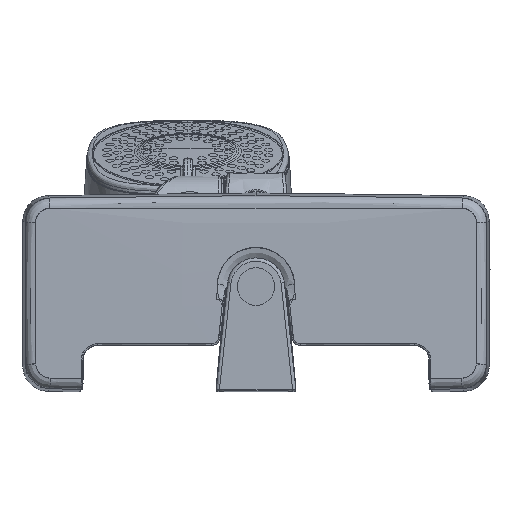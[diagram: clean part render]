
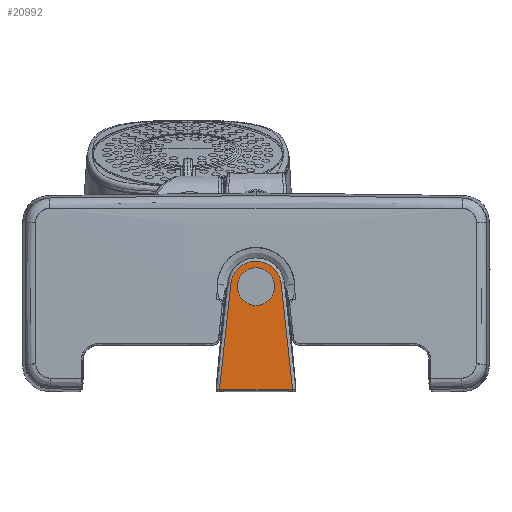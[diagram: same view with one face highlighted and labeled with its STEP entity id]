
A CAD part, front view. The second image highlights one B-rep face of the part: STEP entity #20992.
In plain terms, the highlighted planar face has unit normal (0, -1, 0.009).
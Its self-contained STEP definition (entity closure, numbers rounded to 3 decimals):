
#15 = CARTESIAN_POINT ( 'NONE',  ( 841.819, -109.572, 537.252 ) ) ;
#3711 = CARTESIAN_POINT ( 'NONE',  ( 841.819, -109.572, 537.252 ) ) ;
#4199 = CARTESIAN_POINT ( 'NONE',  ( 853.234, -109.572, 537.248 ) ) ;
#4314 = CARTESIAN_POINT ( 'NONE',  ( 835.413, -109.572, 537.254 ) ) ;
#6755 = EDGE_CURVE ( 'NONE', #15006, #34035, #31387, .T. ) ;
#7558 = CARTESIAN_POINT ( 'NONE',  ( 819.64, -109.423, 554.279 ) ) ;
#8398 = CARTESIAN_POINT ( 'NONE',  ( 835.905, -109.572, 537.254 ) ) ;
#8997 = CARTESIAN_POINT ( 'NONE',  ( 829.991, -109.572, 537.252 ) ) ;
#9232 =( BOUNDED_CURVE ( )  B_SPLINE_CURVE ( 3, ( #29892, #59135, #44621, #15439 ),
 .UNSPECIFIED., .F., .T. ) 
 B_SPLINE_CURVE_WITH_KNOTS ( ( 4, 4 ),
 ( 1.723, 4.56 ),
 .UNSPECIFIED. ) 
 CURVE ( )  GEOMETRIC_REPRESENTATION_ITEM ( )  RATIONAL_B_SPLINE_CURVE ( ( 1., 0.434, 0.434, 1. ) ) 
 REPRESENTATION_ITEM ( '' )  );
#9694 =( BOUNDED_CURVE ( )  B_SPLINE_CURVE ( 3, ( #31788, #40984, #7558, #41624 ),
 .UNSPECIFIED., .F., .T. ) 
 B_SPLINE_CURVE_WITH_KNOTS ( ( 4, 4 ),
 ( 4.56, 4.65 ),
 .UNSPECIFIED. ) 
 CURVE ( )  GEOMETRIC_REPRESENTATION_ITEM ( )  RATIONAL_B_SPLINE_CURVE ( ( 1., 0.999, 0.999, 1. ) ) 
 REPRESENTATION_ITEM ( '' )  );
#12129 = VECTOR ( 'NONE', #43668, 1000. ) ;
#12232 = VERTEX_POINT ( 'NONE', #62805 ) ;
#12334 = CARTESIAN_POINT ( 'NONE',  ( 818.707, -109.572, 537.248 ) ) ;
#12442 = EDGE_CURVE ( 'NONE', #12232, #54644, #9232, .T. ) ;
#13861 = CARTESIAN_POINT ( 'NONE',  ( 818.969, -109.572, 537.249 ) ) ;
#13897 = CARTESIAN_POINT ( 'NONE',  ( 830.484, -109.572, 537.252 ) ) ;
#14216 = VERTEX_POINT ( 'NONE', #36434 ) ;
#14564 = LINE ( 'NONE', #41026, #51898 ) ;
#15006 = VERTEX_POINT ( 'NONE', #26210 ) ;
#15439 = CARTESIAN_POINT ( 'NONE',  ( 824.054, -109.128, 588.111 ) ) ;
#16766 = DIRECTION ( 'NONE',  ( 1., 0., 0. ) ) ;
#17467 = DIRECTION ( 'NONE',  ( 0., 1., -0.009 ) ) ;
#18209 = CARTESIAN_POINT ( 'NONE',  ( 836.398, -109.572, 537.254 ) ) ;
#20992 = ADVANCED_FACE ( 'NONE', ( #45386 ), #46456, .F. ) ;
#21204 = CARTESIAN_POINT ( 'NONE',  ( 818.838, -109.572, 537.248 ) ) ;
#23430 = ORIENTED_EDGE ( 'NONE', *, *, #35787, .T. ) ;
#23932 = ORIENTED_EDGE ( 'NONE', *, *, #28777, .T. ) ;
#24266 = EDGE_CURVE ( 'NONE', #14216, #51493, #41240, .T. ) ;
#24454 = CARTESIAN_POINT ( 'NONE',  ( 850.343, -109.275, 571.245 ) ) ;
#24761 = CARTESIAN_POINT ( 'NONE',  ( 853.103, -109.572, 537.248 ) ) ;
#24953 = VERTEX_POINT ( 'NONE', #60555 ) ;
#24975 = CARTESIAN_POINT ( 'NONE',  ( 853.234, -109.572, 537.248 ) ) ;
#25022 = CARTESIAN_POINT ( 'NONE',  ( 829.991, -109.572, 537.252 ) ) ;
#26210 = CARTESIAN_POINT ( 'NONE',  ( 852.841, -109.572, 537.249 ) ) ;
#26602 = LINE ( 'NONE', #15, #12129 ) ;
#27286 = VERTEX_POINT ( 'NONE', #13861 ) ;
#27983 = CARTESIAN_POINT ( 'NONE',  ( 838.862, -109.572, 537.253 ) ) ;
#28449 = B_SPLINE_CURVE_WITH_KNOTS ( 'NONE', 3,
 ( #8997, #13897, #28577, #62710, #33454, #4314, #38375 ),
 .UNSPECIFIED., .F., .F.,
 ( 4, 1, 1, 1, 4 ),
 ( 0.325, 0.369, 0.413, 0.456, 0.5 ),
 .UNSPECIFIED. ) ;
#28577 = CARTESIAN_POINT ( 'NONE',  ( 831.47, -109.572, 537.252 ) ) ;
#28777 = EDGE_CURVE ( 'NONE', #54644, #24953, #9694, .T. ) ;
#29892 = CARTESIAN_POINT ( 'NONE',  ( 847.756, -109.128, 588.111 ) ) ;
#31387 = B_SPLINE_CURVE_WITH_KNOTS ( 'NONE', 3,
 ( #54151, #49252, #24761, #24975 ),
 .UNSPECIFIED., .F., .F.,
 ( 4, 4 ),
 ( 0., 0. ),
 .UNSPECIFIED. ) ;
#31788 = CARTESIAN_POINT ( 'NONE',  ( 824.054, -109.128, 588.111 ) ) ;
#32288 = CARTESIAN_POINT ( 'NONE',  ( 824.054, -109.128, 588.111 ) ) ;
#32849 = CARTESIAN_POINT ( 'NONE',  ( 841.326, -109.572, 537.252 ) ) ;
#33101 = ORIENTED_EDGE ( 'NONE', *, *, #6755, .T. ) ;
#33344 = CARTESIAN_POINT ( 'NONE',  ( 852.17, -109.423, 554.279 ) ) ;
#33454 = CARTESIAN_POINT ( 'NONE',  ( 834.427, -109.572, 537.253 ) ) ;
#34035 = VERTEX_POINT ( 'NONE', #61850 ) ;
#35787 = EDGE_CURVE ( 'NONE', #27286, #53747, #14564, .T. ) ;
#36434 = CARTESIAN_POINT ( 'NONE',  ( 835.905, -109.572, 537.254 ) ) ;
#37787 = EDGE_LOOP ( 'NONE', ( #47130, #60940, #33101, #58532, #61412, #23932, #55489, #23430, #59267 ) ) ;
#38375 = CARTESIAN_POINT ( 'NONE',  ( 835.905, -109.572, 537.254 ) ) ;
#39535 = EDGE_CURVE ( 'NONE', #53747, #14216, #28449, .T. ) ;
#40984 = CARTESIAN_POINT ( 'NONE',  ( 821.467, -109.275, 571.245 ) ) ;
#41009 = EDGE_CURVE ( 'NONE', #51493, #15006, #26602, .T. ) ;
#41026 = CARTESIAN_POINT ( 'NONE',  ( 818.969, -109.572, 537.249 ) ) ;
#41240 = B_SPLINE_CURVE_WITH_KNOTS ( 'NONE', 3,
 ( #8398, #18209, #57209, #27983, #62107, #32849, #3711 ),
 .UNSPECIFIED., .F., .F.,
 ( 4, 1, 1, 1, 4 ),
 ( 0.5, 0.544, 0.587, 0.631, 0.675 ),
 .UNSPECIFIED. ) ;
#41624 = CARTESIAN_POINT ( 'NONE',  ( 818.576, -109.572, 537.248 ) ) ;
#43209 = CARTESIAN_POINT ( 'NONE',  ( 841.819, -109.572, 537.252 ) ) ;
#43668 = DIRECTION ( 'NONE',  ( 1., 0., 0. ) ) ;
#44621 = CARTESIAN_POINT ( 'NONE',  ( 826.812, -108.971, 606.088 ) ) ;
#45386 = FACE_OUTER_BOUND ( 'NONE', #37787, .T. ) ;
#45490 = CARTESIAN_POINT ( 'NONE',  ( 818.576, -109.572, 537.248 ) ) ;
#45929 = B_SPLINE_CURVE_WITH_KNOTS ( 'NONE', 3,
 ( #45490, #12334, #21204, #55285 ),
 .UNSPECIFIED., .F., .F.,
 ( 4, 4 ),
 ( 0., 0. ),
 .UNSPECIFIED. ) ;
#46456 = PLANE ( 'NONE',  #59026 ) ;
#47130 = ORIENTED_EDGE ( 'NONE', *, *, #24266, .T. ) ;
#48846 = EDGE_CURVE ( 'NONE', #34035, #12232, #49977, .T. ) ;
#49252 = CARTESIAN_POINT ( 'NONE',  ( 852.972, -109.572, 537.248 ) ) ;
#49977 =( BOUNDED_CURVE ( )  B_SPLINE_CURVE ( 3, ( #4199, #33344, #24454, #58530 ),
 .UNSPECIFIED., .F., .T. ) 
 B_SPLINE_CURVE_WITH_KNOTS ( ( 4, 4 ),
 ( 1.633, 1.723 ),
 .UNSPECIFIED. ) 
 CURVE ( )  GEOMETRIC_REPRESENTATION_ITEM ( )  RATIONAL_B_SPLINE_CURVE ( ( 1., 0.999, 0.999, 1. ) ) 
 REPRESENTATION_ITEM ( '' )  );
#51337 = CARTESIAN_POINT ( 'NONE',  ( 835.905, -109.58, 536.28 ) ) ;
#51493 = VERTEX_POINT ( 'NONE', #43209 ) ;
#51541 = DIRECTION ( 'NONE',  ( 0., 0.009, 1. ) ) ;
#51898 = VECTOR ( 'NONE', #16766, 1000. ) ;
#53370 = EDGE_CURVE ( 'NONE', #24953, #27286, #45929, .T. ) ;
#53747 = VERTEX_POINT ( 'NONE', #25022 ) ;
#54151 = CARTESIAN_POINT ( 'NONE',  ( 852.841, -109.572, 537.249 ) ) ;
#54644 = VERTEX_POINT ( 'NONE', #32288 ) ;
#55285 = CARTESIAN_POINT ( 'NONE',  ( 818.969, -109.572, 537.249 ) ) ;
#55489 = ORIENTED_EDGE ( 'NONE', *, *, #53370, .T. ) ;
#57209 = CARTESIAN_POINT ( 'NONE',  ( 837.384, -109.572, 537.253 ) ) ;
#58530 = CARTESIAN_POINT ( 'NONE',  ( 847.756, -109.128, 588.111 ) ) ;
#58532 = ORIENTED_EDGE ( 'NONE', *, *, #48846, .T. ) ;
#59026 = AXIS2_PLACEMENT_3D ( 'NONE', #51337, #17467, #51541 ) ;
#59135 = CARTESIAN_POINT ( 'NONE',  ( 844.999, -108.971, 606.088 ) ) ;
#59267 = ORIENTED_EDGE ( 'NONE', *, *, #39535, .T. ) ;
#60555 = CARTESIAN_POINT ( 'NONE',  ( 818.576, -109.572, 537.248 ) ) ;
#60940 = ORIENTED_EDGE ( 'NONE', *, *, #41009, .T. ) ;
#61412 = ORIENTED_EDGE ( 'NONE', *, *, #12442, .T. ) ;
#61850 = CARTESIAN_POINT ( 'NONE',  ( 853.234, -109.572, 537.248 ) ) ;
#62107 = CARTESIAN_POINT ( 'NONE',  ( 840.34, -109.572, 537.252 ) ) ;
#62710 = CARTESIAN_POINT ( 'NONE',  ( 832.949, -109.572, 537.253 ) ) ;
#62805 = CARTESIAN_POINT ( 'NONE',  ( 847.756, -109.128, 588.111 ) ) ;
